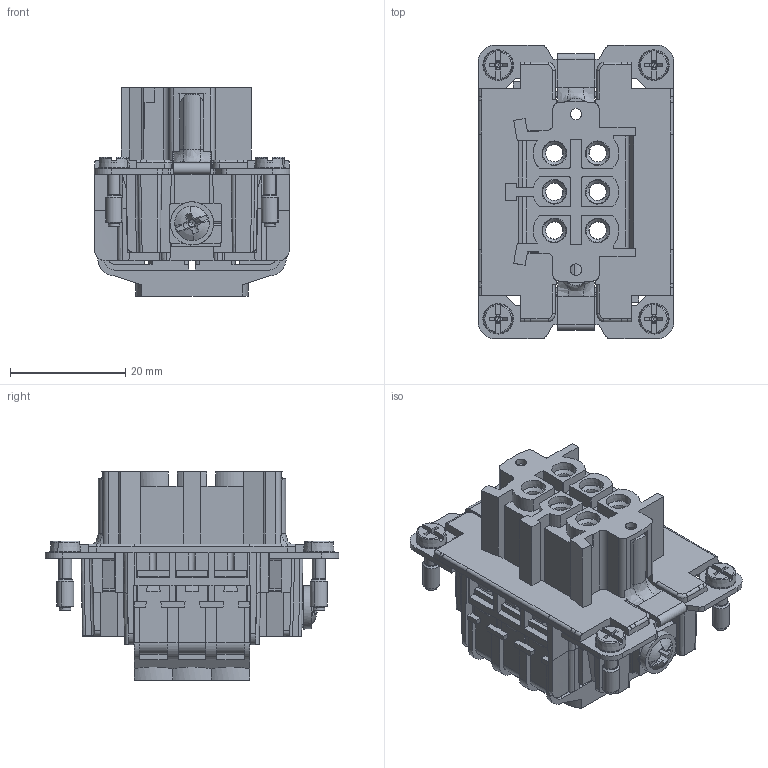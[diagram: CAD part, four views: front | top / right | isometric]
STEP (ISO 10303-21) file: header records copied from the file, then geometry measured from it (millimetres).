
FILE_DESCRIPTION(('CATIA V5 STEP Exchange','CAx-IF Rec.Pracs.--- Model Styling and Organization---1.4--- 2014-01-23'),'2;1');
FILE_NAME ('13500503_3', '2019-08-21T07:57:02+00:00', ('none'), ('Weidmueller'), 'CATIA Version 5-6 Release 2016 SP3 HF44', 'CATIA V5 STEP AP214', 'none');
FILE_SCHEMA(('AUTOMOTIVE_DESIGN { 1 0 10303 214 1 1 1 1 }'));
Products named in the file (1): 1201000000
Bounding box: 34 x 51 x 36.1 mm (x, y, z)
Volume: 16503.6 mm3; surface area: 20683.4 mm2
Topology: 1 solids, 1 shells, 1622 faces, 4808 edges, 3177 vertices
Faces by surface type: plane 1067, cylinder 330, cone 135, torus 44, bspline 24, extrusion 10, revolution 8, sphere 4
Entity records: 54063 total; most frequent: CARTESIAN_POINT 14008, ORIENTED_EDGE 9594, DIRECTION 6288, EDGE_CURVE 4797, VECTOR 3479, LINE 3469, VERTEX_POINT 3177, AXIS2_PLACEMENT_3D 1816
